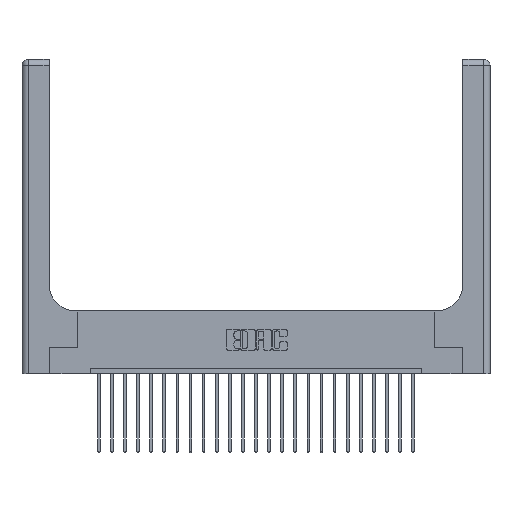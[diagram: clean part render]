
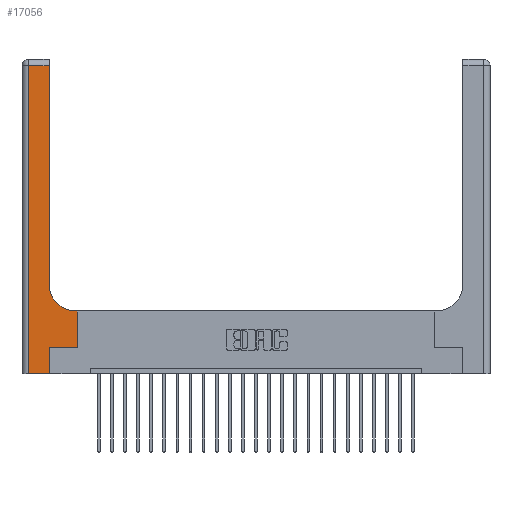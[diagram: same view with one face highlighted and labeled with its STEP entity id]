
A CAD part, top view. The second image highlights one B-rep face of the part: STEP entity #17056.
In plain terms, the highlighted planar face has unit normal (0, 0, 1).
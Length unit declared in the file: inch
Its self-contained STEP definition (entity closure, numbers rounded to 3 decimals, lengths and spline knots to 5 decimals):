
#14 = LINE ( 'NONE', #23025, #13175 ) ;
#614 = CARTESIAN_POINT ( 'NONE',  ( 0.26, 2.94, 0.37 ) ) ;
#1354 = VERTEX_POINT ( 'NONE', #11098 ) ;
#1768 = PLANE ( 'NONE',  #2345 ) ;
#1932 = CARTESIAN_POINT ( 'NONE',  ( 0.51, 0.85, 0.37 ) ) ;
#2028 = EDGE_CURVE ( 'NONE', #2319, #3505, #12661, .T. ) ;
#2146 = VECTOR ( 'NONE', #13101, 39.37008 ) ;
#2319 = VERTEX_POINT ( 'NONE', #6426 ) ;
#2345 = AXIS2_PLACEMENT_3D ( 'NONE', #16202, #7213, #18338 ) ;
#2697 = VECTOR ( 'NONE', #18954, 39.37008 ) ;
#2830 = VECTOR ( 'NONE', #18121, 39.37008 ) ;
#3002 = LINE ( 'NONE', #8787, #11772 ) ;
#3275 = VERTEX_POINT ( 'NONE', #614 ) ;
#3434 = ORIENTED_EDGE ( 'NONE', *, *, #3899, .T. ) ;
#3505 = VERTEX_POINT ( 'NONE', #23132 ) ;
#3512 = VECTOR ( 'NONE', #5069, 39.37008 ) ;
#3570 = EDGE_CURVE ( 'NONE', #21398, #4497, #10549, .T. ) ;
#3594 = DIRECTION ( 'NONE',  ( 0., 0., -1. ) ) ;
#3641 = CARTESIAN_POINT ( 'NONE',  ( 0.265, 0.25, 0.37 ) ) ;
#3899 = EDGE_CURVE ( 'NONE', #3505, #3275, #15506, .T. ) ;
#3907 = ORIENTED_EDGE ( 'NONE', *, *, #11441, .T. ) ;
#4043 = EDGE_CURVE ( 'NONE', #8915, #10161, #19530, .T. ) ;
#4119 = CARTESIAN_POINT ( 'NONE',  ( 0.265, 0., 0.37 ) ) ;
#4497 = VERTEX_POINT ( 'NONE', #22097 ) ;
#5069 = DIRECTION ( 'NONE',  ( 0., 1., 0. ) ) ;
#5455 = CARTESIAN_POINT ( 'NONE',  ( 0.528, 0.25, 0.37 ) ) ;
#5467 = VECTOR ( 'NONE', #10744, 39.37008 ) ;
#6011 = CARTESIAN_POINT ( 'NONE',  ( 0., 0., 0.37 ) ) ;
#6190 = ORIENTED_EDGE ( 'NONE', *, *, #18405, .T. ) ;
#6211 = CARTESIAN_POINT ( 'NONE',  ( 0.06, 0., 0.37 ) ) ;
#6426 = CARTESIAN_POINT ( 'NONE',  ( 0.51, 0.6, 0.37 ) ) ;
#6620 = LINE ( 'NONE', #15713, #3512 ) ;
#6856 = ORIENTED_EDGE ( 'NONE', *, *, #3570, .T. ) ;
#7091 = CARTESIAN_POINT ( 'NONE',  ( 0.06, 2.94, 0.37 ) ) ;
#7213 = DIRECTION ( 'NONE',  ( 0., 0., -1. ) ) ;
#7248 = DIRECTION ( 'NONE',  ( -1., 0., 0. ) ) ;
#7538 = ORIENTED_EDGE ( 'NONE', *, *, #16479, .T. ) ;
#8095 = EDGE_CURVE ( 'NONE', #10161, #18690, #22256, .T. ) ;
#8769 = CARTESIAN_POINT ( 'NONE',  ( 0.528, 0.25, 0.37 ) ) ;
#8787 = CARTESIAN_POINT ( 'NONE',  ( 0., 2.94, 0.37 ) ) ;
#8915 = VERTEX_POINT ( 'NONE', #7091 ) ;
#9499 = VECTOR ( 'NONE', #12309, 39.37008 ) ;
#10047 = EDGE_LOOP ( 'NONE', ( #3434, #7538, #13029, #18049, #6190, #20173, #6856, #3907, #21495 ) ) ;
#10161 = VERTEX_POINT ( 'NONE', #6211 ) ;
#10549 = LINE ( 'NONE', #5455, #2830 ) ;
#10744 = DIRECTION ( 'NONE',  ( 1., 0., 0. ) ) ;
#11098 = CARTESIAN_POINT ( 'NONE',  ( 0.265, 0.25, 0.37 ) ) ;
#11441 = EDGE_CURVE ( 'NONE', #4497, #2319, #14, .T. ) ;
#11772 = VECTOR ( 'NONE', #21599, 39.37008 ) ;
#12309 = DIRECTION ( 'NONE',  ( 0., -1., 0. ) ) ;
#12661 = CIRCLE ( 'NONE', #21761, 0.25 ) ;
#12987 = LINE ( 'NONE', #3641, #5467 ) ;
#13029 = ORIENTED_EDGE ( 'NONE', *, *, #4043, .T. ) ;
#13101 = DIRECTION ( 'NONE',  ( 1., 0., 0. ) ) ;
#13175 = VECTOR ( 'NONE', #7248, 39.37008 ) ;
#14470 = DIRECTION ( 'NONE',  ( 1., 0., 0. ) ) ;
#15506 = LINE ( 'NONE', #21084, #2697 ) ;
#15713 = CARTESIAN_POINT ( 'NONE',  ( 0.265, 0., 0.37 ) ) ;
#16202 = CARTESIAN_POINT ( 'NONE',  ( 0., 3., 0.37 ) ) ;
#16479 = EDGE_CURVE ( 'NONE', #3275, #8915, #3002, .T. ) ;
#17056 = ADVANCED_FACE ( 'NONE', ( #18224 ), #1768, .F. ) ;
#18049 = ORIENTED_EDGE ( 'NONE', *, *, #8095, .T. ) ;
#18093 = CARTESIAN_POINT ( 'NONE',  ( 0.06, 3., 0.37 ) ) ;
#18121 = DIRECTION ( 'NONE',  ( 0., 1., 0. ) ) ;
#18224 = FACE_OUTER_BOUND ( 'NONE', #10047, .T. ) ;
#18338 = DIRECTION ( 'NONE',  ( -1., 0., 0. ) ) ;
#18405 = EDGE_CURVE ( 'NONE', #18690, #1354, #6620, .T. ) ;
#18690 = VERTEX_POINT ( 'NONE', #4119 ) ;
#18954 = DIRECTION ( 'NONE',  ( 0., 1., 0. ) ) ;
#19530 = LINE ( 'NONE', #18093, #9499 ) ;
#20173 = ORIENTED_EDGE ( 'NONE', *, *, #20789, .T. ) ;
#20789 = EDGE_CURVE ( 'NONE', #1354, #21398, #12987, .T. ) ;
#21084 = CARTESIAN_POINT ( 'NONE',  ( 0.26, 3., 0.37 ) ) ;
#21398 = VERTEX_POINT ( 'NONE', #8769 ) ;
#21495 = ORIENTED_EDGE ( 'NONE', *, *, #2028, .T. ) ;
#21599 = DIRECTION ( 'NONE',  ( -1., 0., 0. ) ) ;
#21761 = AXIS2_PLACEMENT_3D ( 'NONE', #1932, #3594, #14470 ) ;
#22097 = CARTESIAN_POINT ( 'NONE',  ( 0.528, 0.6, 0.37 ) ) ;
#22256 = LINE ( 'NONE', #6011, #2146 ) ;
#23025 = CARTESIAN_POINT ( 'NONE',  ( 0.26, 0.6, 0.37 ) ) ;
#23132 = CARTESIAN_POINT ( 'NONE',  ( 0.26, 0.85, 0.37 ) ) ;
